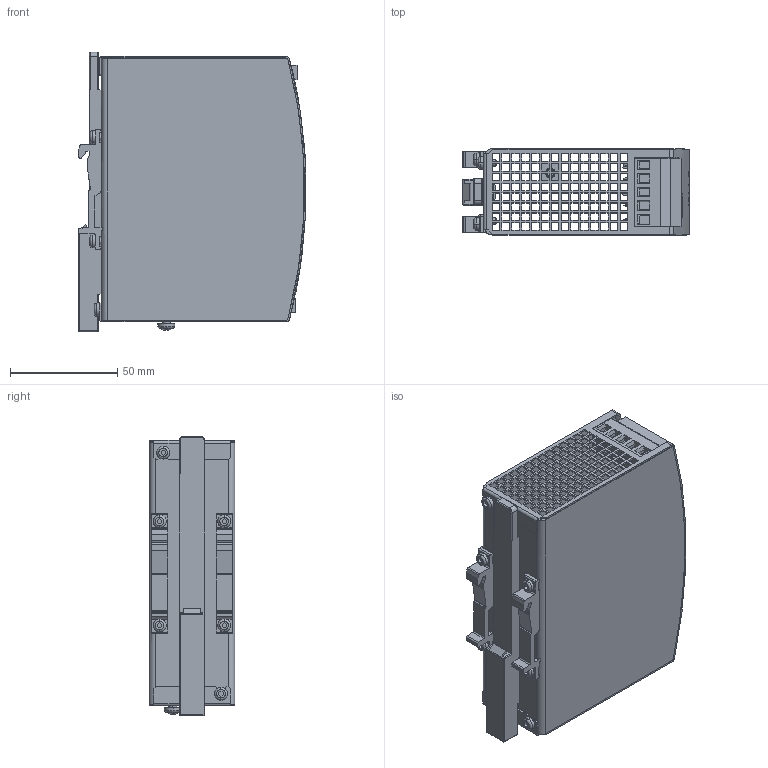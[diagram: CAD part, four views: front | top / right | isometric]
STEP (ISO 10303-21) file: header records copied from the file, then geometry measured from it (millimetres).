
FILE_DESCRIPTION((''),'2;1');
FILE_NAME('376_SLAD4_SW0001','2012-02-09T',('dhelisch'),(''),'PRO/ENGINEER BY PARAMETRIC TECHNOLOGY CORPORATION, 2007250','PRO/ENGINEER BY PARAMETRIC TECHNOLOGY CORPORATION, 2007250','');
FILE_SCHEMA(('CONFIG_CONTROL_DESIGN'));
Products named in the file (1): 376_SLAD4_SW0001
Bounding box: 105.99 x 40.07 x 130.5 mm (x, y, z)
Volume: 72195.3 mm3; surface area: 84727.6 mm2
Topology: 4 solids, 4 shells, 2332 faces, 6556 edges, 4345 vertices
Faces by surface type: plane 1747, extrusion 274, cylinder 251, cone 28, torus 23, sphere 9
Entity records: 104237 total; most frequent: CARTESIAN_POINT 26385, ORIENTED_EDGE 13108, DIRECTION 10672, EDGE_CURVE 6554, VECTOR 5288, LINE 5014, VERTEX_POINT 4345, EDGE_LOOP 2931
